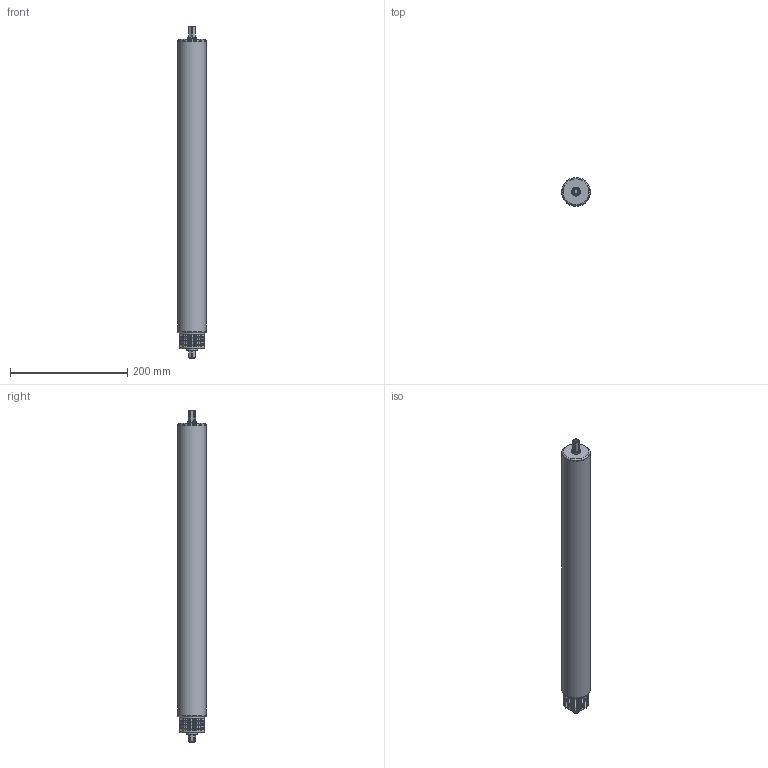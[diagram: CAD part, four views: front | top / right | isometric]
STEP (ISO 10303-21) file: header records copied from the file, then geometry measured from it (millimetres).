
FILE_DESCRIPTION(/* description */ (''),/* implementation_level */ '2;1');
FILE_NAME(/* name */ 'PR-AD-48-500-xxZxHQ v1.step',/* time_stamp */ '2023-05-05T11:18:32-04:00',/* author */ (''),/* organization */ (''),/* preprocessor_version */ 'ST-DEVELOPER v19.2',/* originating_system */ 'Autodesk Translation Framework v12.4.0.73',/* authorisation */ '');
FILE_SCHEMA (('AUTOMOTIVE_DESIGN { 1 0 10303 214 3 1 1 }'));
Length unit declared in the file: millimetre
Products named in the file (1): PR-AD-48-500-xxZxHQ
Bounding box: 48.6 x 48.6 x 566 mm (x, y, z)
Volume: 968413.7 mm3; surface area: 87379 mm2
Topology: 1 solids, 1 shells, 87 faces, 205 edges, 128 vertices
Faces by surface type: cone 24, plane 22, torus 21, cylinder 20
Full cylindrical faces by diameter (mm): 7 x1, 15 x1, 18 x1, 43 x2, 48 x2, 48.6 x1
Entity records: 2553 total; most frequent: DIRECTION 490, CARTESIAN_POINT 449, ORIENTED_EDGE 410, AXIS2_PLACEMENT_3D 211, EDGE_CURVE 205, VERTEX_POINT 128, CIRCLE 123, EDGE_LOOP 95
